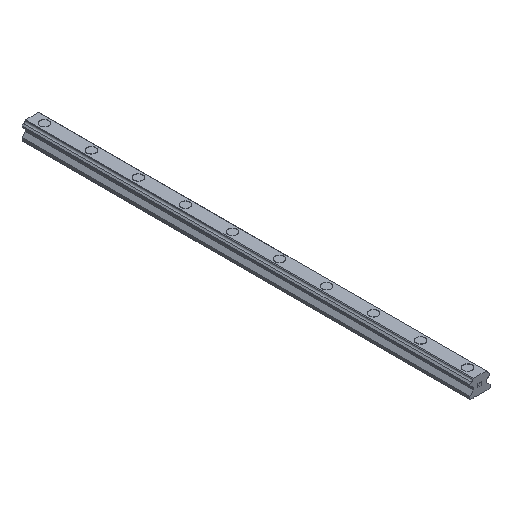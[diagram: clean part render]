
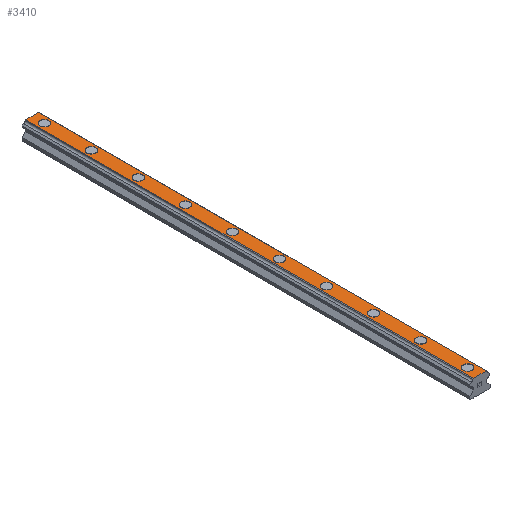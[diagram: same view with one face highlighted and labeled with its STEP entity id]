
A CAD part, isometric view. The second image highlights one B-rep face of the part: STEP entity #3410.
In plain terms, the highlighted planar face has unit normal (0, 0, 1).
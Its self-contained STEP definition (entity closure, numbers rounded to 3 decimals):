
#344=PLANE('',#3725);
#360=CIRCLE('',#3430,10.);
#364=CIRCLE('',#3436,10.);
#368=CIRCLE('',#3442,10.);
#372=CIRCLE('',#3448,10.);
#376=CIRCLE('',#3454,10.);
#380=CIRCLE('',#3460,10.);
#384=CIRCLE('',#3466,10.);
#388=CIRCLE('',#3472,10.);
#392=CIRCLE('',#3478,10.);
#396=CIRCLE('',#3484,10.);
#456=CIRCLE('',#3650,10.);
#459=CIRCLE('',#3656,10.);
#462=CIRCLE('',#3662,10.);
#465=CIRCLE('',#3668,10.);
#468=CIRCLE('',#3674,10.);
#471=CIRCLE('',#3680,10.);
#474=CIRCLE('',#3686,10.);
#477=CIRCLE('',#3692,10.);
#480=CIRCLE('',#3698,10.);
#483=CIRCLE('',#3704,10.);
#490=VERTEX_POINT('',#4584);
#492=VERTEX_POINT('',#4587);
#498=VERTEX_POINT('',#4602);
#500=VERTEX_POINT('',#4605);
#506=VERTEX_POINT('',#4620);
#508=VERTEX_POINT('',#4623);
#514=VERTEX_POINT('',#4638);
#516=VERTEX_POINT('',#4641);
#522=VERTEX_POINT('',#4656);
#524=VERTEX_POINT('',#4659);
#530=VERTEX_POINT('',#4674);
#532=VERTEX_POINT('',#4677);
#538=VERTEX_POINT('',#4692);
#540=VERTEX_POINT('',#4695);
#546=VERTEX_POINT('',#4710);
#548=VERTEX_POINT('',#4713);
#554=VERTEX_POINT('',#4728);
#556=VERTEX_POINT('',#4731);
#562=VERTEX_POINT('',#4746);
#564=VERTEX_POINT('',#4749);
#698=VERTEX_POINT('',#5166);
#699=VERTEX_POINT('',#5168);
#772=VERTEX_POINT('',#5359);
#773=VERTEX_POINT('',#5361);
#976=VECTOR('',#4254,1.);
#1067=VECTOR('',#4377,1.);
#1097=VECTOR('',#4539,1.);
#1098=VECTOR('',#4541,1.);
#1301=LINE('',#5167,#976);
#1392=LINE('',#5360,#1067);
#1422=LINE('',#5483,#1097);
#1423=LINE('',#5485,#1098);
#1443=EDGE_CURVE('',#492,#490,#360,.T.);
#1451=EDGE_CURVE('',#500,#498,#364,.T.);
#1459=EDGE_CURVE('',#508,#506,#368,.T.);
#1467=EDGE_CURVE('',#516,#514,#372,.T.);
#1475=EDGE_CURVE('',#524,#522,#376,.T.);
#1483=EDGE_CURVE('',#532,#530,#380,.T.);
#1491=EDGE_CURVE('',#540,#538,#384,.T.);
#1499=EDGE_CURVE('',#548,#546,#388,.T.);
#1507=EDGE_CURVE('',#556,#554,#392,.T.);
#1515=EDGE_CURVE('',#564,#562,#396,.T.);
#1718=EDGE_CURVE('',#699,#698,#1301,.T.);
#1813=EDGE_CURVE('',#773,#772,#1392,.T.);
#1829=EDGE_CURVE('',#562,#564,#456,.T.);
#1832=EDGE_CURVE('',#554,#556,#459,.T.);
#1835=EDGE_CURVE('',#546,#548,#462,.T.);
#1838=EDGE_CURVE('',#538,#540,#465,.T.);
#1841=EDGE_CURVE('',#530,#532,#468,.T.);
#1844=EDGE_CURVE('',#522,#524,#471,.T.);
#1847=EDGE_CURVE('',#514,#516,#474,.T.);
#1850=EDGE_CURVE('',#506,#508,#477,.T.);
#1853=EDGE_CURVE('',#498,#500,#480,.T.);
#1856=EDGE_CURVE('',#490,#492,#483,.T.);
#1875=EDGE_CURVE('',#698,#773,#1422,.T.);
#1876=EDGE_CURVE('',#699,#772,#1423,.T.);
#2713=ORIENTED_EDGE('',*,*,#1515,.T.);
#2714=ORIENTED_EDGE('',*,*,#1829,.T.);
#2715=ORIENTED_EDGE('',*,*,#1507,.T.);
#2716=ORIENTED_EDGE('',*,*,#1832,.T.);
#2717=ORIENTED_EDGE('',*,*,#1499,.T.);
#2718=ORIENTED_EDGE('',*,*,#1835,.T.);
#2719=ORIENTED_EDGE('',*,*,#1491,.T.);
#2720=ORIENTED_EDGE('',*,*,#1838,.T.);
#2721=ORIENTED_EDGE('',*,*,#1483,.T.);
#2722=ORIENTED_EDGE('',*,*,#1841,.T.);
#2723=ORIENTED_EDGE('',*,*,#1475,.T.);
#2724=ORIENTED_EDGE('',*,*,#1844,.T.);
#2725=ORIENTED_EDGE('',*,*,#1467,.T.);
#2726=ORIENTED_EDGE('',*,*,#1847,.T.);
#2727=ORIENTED_EDGE('',*,*,#1459,.T.);
#2728=ORIENTED_EDGE('',*,*,#1850,.T.);
#2729=ORIENTED_EDGE('',*,*,#1451,.T.);
#2730=ORIENTED_EDGE('',*,*,#1853,.T.);
#2731=ORIENTED_EDGE('',*,*,#1443,.T.);
#2732=ORIENTED_EDGE('',*,*,#1856,.T.);
#2733=ORIENTED_EDGE('',*,*,#1813,.T.);
#2734=ORIENTED_EDGE('',*,*,#1876,.F.);
#2735=ORIENTED_EDGE('',*,*,#1718,.T.);
#2736=ORIENTED_EDGE('',*,*,#1875,.T.);
#2992=EDGE_LOOP('',(#2713,#2714));
#2993=EDGE_LOOP('',(#2715,#2716));
#2994=EDGE_LOOP('',(#2717,#2718));
#2995=EDGE_LOOP('',(#2719,#2720));
#2996=EDGE_LOOP('',(#2721,#2722));
#2997=EDGE_LOOP('',(#2723,#2724));
#2998=EDGE_LOOP('',(#2725,#2726));
#2999=EDGE_LOOP('',(#2727,#2728));
#3000=EDGE_LOOP('',(#2729,#2730));
#3001=EDGE_LOOP('',(#2731,#2732));
#3002=EDGE_LOOP('',(#2733,#2734,#2735,#2736));
#3213=FACE_BOUND('',#2992,.T.);
#3214=FACE_BOUND('',#2993,.T.);
#3215=FACE_BOUND('',#2994,.T.);
#3216=FACE_BOUND('',#2995,.T.);
#3217=FACE_BOUND('',#2996,.T.);
#3218=FACE_BOUND('',#2997,.T.);
#3219=FACE_BOUND('',#2998,.T.);
#3220=FACE_BOUND('',#2999,.T.);
#3221=FACE_BOUND('',#3000,.T.);
#3222=FACE_BOUND('',#3001,.T.);
#3223=FACE_BOUND('',#3002,.T.);
#3410=ADVANCED_FACE('',(#3213,#3214,#3215,#3216,#3217,#3218,#3219,#3220,
#3221,#3222,#3223),#344,.T.);
#3430=AXIS2_PLACEMENT_3D('',#4586,#3752,#3753);
#3436=AXIS2_PLACEMENT_3D('',#4604,#3768,#3769);
#3442=AXIS2_PLACEMENT_3D('',#4622,#3784,#3785);
#3448=AXIS2_PLACEMENT_3D('',#4640,#3800,#3801);
#3454=AXIS2_PLACEMENT_3D('',#4658,#3816,#3817);
#3460=AXIS2_PLACEMENT_3D('',#4676,#3832,#3833);
#3466=AXIS2_PLACEMENT_3D('',#4694,#3848,#3849);
#3472=AXIS2_PLACEMENT_3D('',#4712,#3864,#3865);
#3478=AXIS2_PLACEMENT_3D('',#4730,#3880,#3881);
#3484=AXIS2_PLACEMENT_3D('',#4748,#3896,#3897);
#3650=AXIS2_PLACEMENT_3D('',#5392,#4397,#4398);
#3656=AXIS2_PLACEMENT_3D('',#5398,#4408,#4409);
#3662=AXIS2_PLACEMENT_3D('',#5404,#4419,#4420);
#3668=AXIS2_PLACEMENT_3D('',#5410,#4430,#4431);
#3674=AXIS2_PLACEMENT_3D('',#5416,#4441,#4442);
#3680=AXIS2_PLACEMENT_3D('',#5422,#4452,#4453);
#3686=AXIS2_PLACEMENT_3D('',#5428,#4463,#4464);
#3692=AXIS2_PLACEMENT_3D('',#5434,#4474,#4475);
#3698=AXIS2_PLACEMENT_3D('',#5440,#4485,#4486);
#3704=AXIS2_PLACEMENT_3D('',#5446,#4496,#4497);
#3725=AXIS2_PLACEMENT_3D('',#5484,#4540,$);
#3752=DIRECTION('',(0.,0.,-1.));
#3753=DIRECTION('',(10.,0.,0.));
#3768=DIRECTION('',(0.,0.,-1.));
#3769=DIRECTION('',(10.,0.,0.));
#3784=DIRECTION('',(0.,0.,-1.));
#3785=DIRECTION('',(10.,0.,0.));
#3800=DIRECTION('',(0.,0.,-1.));
#3801=DIRECTION('',(10.,0.,0.));
#3816=DIRECTION('',(0.,0.,-1.));
#3817=DIRECTION('',(10.,0.,0.));
#3832=DIRECTION('',(0.,0.,-1.));
#3833=DIRECTION('',(10.,0.,0.));
#3848=DIRECTION('',(0.,0.,-1.));
#3849=DIRECTION('',(10.,0.,0.));
#3864=DIRECTION('',(0.,0.,-1.));
#3865=DIRECTION('',(10.,0.,0.));
#3880=DIRECTION('',(0.,0.,-1.));
#3881=DIRECTION('',(10.,0.,0.));
#3896=DIRECTION('',(0.,0.,-1.));
#3897=DIRECTION('',(10.,0.,0.));
#4254=DIRECTION('',(-1.,0.,0.));
#4377=DIRECTION('',(1.,0.,0.));
#4397=DIRECTION('',(0.,0.,-1.));
#4398=DIRECTION('',(10.,0.,0.));
#4408=DIRECTION('',(0.,0.,-1.));
#4409=DIRECTION('',(10.,0.,0.));
#4419=DIRECTION('',(0.,0.,-1.));
#4420=DIRECTION('',(10.,0.,0.));
#4430=DIRECTION('',(0.,0.,-1.));
#4431=DIRECTION('',(10.,0.,0.));
#4441=DIRECTION('',(0.,0.,-1.));
#4442=DIRECTION('',(10.,0.,0.));
#4452=DIRECTION('',(0.,0.,-1.));
#4453=DIRECTION('',(10.,0.,0.));
#4463=DIRECTION('',(0.,0.,-1.));
#4464=DIRECTION('',(10.,0.,0.));
#4474=DIRECTION('',(0.,0.,-1.));
#4475=DIRECTION('',(10.,0.,0.));
#4485=DIRECTION('',(0.,0.,-1.));
#4486=DIRECTION('',(10.,0.,0.));
#4496=DIRECTION('',(0.,0.,-1.));
#4497=DIRECTION('',(10.,0.,0.));
#4539=DIRECTION('',(0.,-1.,0.));
#4540=DIRECTION('',(0.,0.,1.));
#4541=DIRECTION('',(0.,-1.,0.));
#4584=CARTESIAN_POINT('',(10.,27.5,38.));
#4586=CARTESIAN_POINT('',(0.,27.5,38.));
#4587=CARTESIAN_POINT('',(-10.,27.5,38.));
#4602=CARTESIAN_POINT('',(10.,132.5,38.));
#4604=CARTESIAN_POINT('',(0.,132.5,38.));
#4605=CARTESIAN_POINT('',(-10.,132.5,38.));
#4620=CARTESIAN_POINT('',(10.,237.5,38.));
#4622=CARTESIAN_POINT('',(0.,237.5,38.));
#4623=CARTESIAN_POINT('',(-10.,237.5,38.));
#4638=CARTESIAN_POINT('',(10.,342.5,38.));
#4640=CARTESIAN_POINT('',(0.,342.5,38.));
#4641=CARTESIAN_POINT('',(-10.,342.5,38.));
#4656=CARTESIAN_POINT('',(10.,447.5,38.));
#4658=CARTESIAN_POINT('',(0.,447.5,38.));
#4659=CARTESIAN_POINT('',(-10.,447.5,38.));
#4674=CARTESIAN_POINT('',(10.,552.5,38.));
#4676=CARTESIAN_POINT('',(0.,552.5,38.));
#4677=CARTESIAN_POINT('',(-10.,552.5,38.));
#4692=CARTESIAN_POINT('',(10.,657.5,38.));
#4694=CARTESIAN_POINT('',(0.,657.5,38.));
#4695=CARTESIAN_POINT('',(-10.,657.5,38.));
#4710=CARTESIAN_POINT('',(10.,762.5,38.));
#4712=CARTESIAN_POINT('',(0.,762.5,38.));
#4713=CARTESIAN_POINT('',(-10.,762.5,38.));
#4728=CARTESIAN_POINT('',(10.,867.5,38.));
#4730=CARTESIAN_POINT('',(0.,867.5,38.));
#4731=CARTESIAN_POINT('',(-10.,867.5,38.));
#4746=CARTESIAN_POINT('',(10.,972.5,38.));
#4748=CARTESIAN_POINT('',(0.,972.5,38.));
#4749=CARTESIAN_POINT('',(-10.,972.5,38.));
#5166=CARTESIAN_POINT('',(-14.4,1000.,38.));
#5167=CARTESIAN_POINT('',(14.4,1000.,38.));
#5168=CARTESIAN_POINT('',(14.4,1000.,38.));
#5359=CARTESIAN_POINT('',(14.4,0.,38.));
#5360=CARTESIAN_POINT('',(-14.4,0.,38.));
#5361=CARTESIAN_POINT('',(-14.4,0.,38.));
#5392=CARTESIAN_POINT('',(0.,972.5,38.));
#5398=CARTESIAN_POINT('',(0.,867.5,38.));
#5404=CARTESIAN_POINT('',(0.,762.5,38.));
#5410=CARTESIAN_POINT('',(0.,657.5,38.));
#5416=CARTESIAN_POINT('',(0.,552.5,38.));
#5422=CARTESIAN_POINT('',(0.,447.5,38.));
#5428=CARTESIAN_POINT('',(0.,342.5,38.));
#5434=CARTESIAN_POINT('',(0.,237.5,38.));
#5440=CARTESIAN_POINT('',(0.,132.5,38.));
#5446=CARTESIAN_POINT('',(0.,27.5,38.));
#5483=CARTESIAN_POINT('',(-14.4,1000.,38.));
#5484=CARTESIAN_POINT('',(7.2,1000.,38.));
#5485=CARTESIAN_POINT('',(14.4,1000.,38.));
